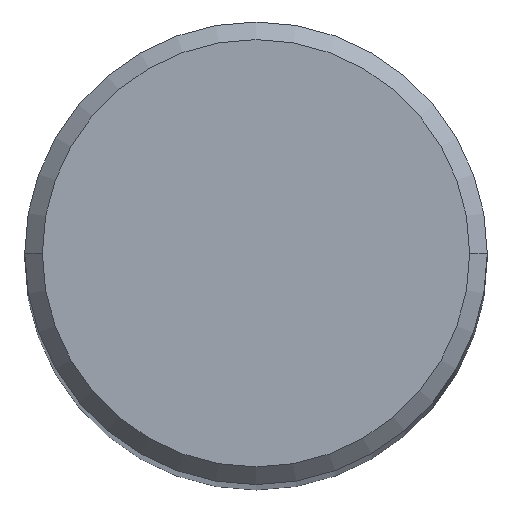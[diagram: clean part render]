
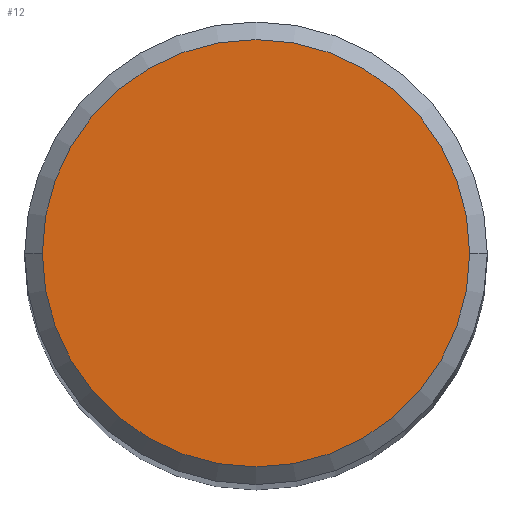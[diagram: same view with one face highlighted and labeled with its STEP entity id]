
A CAD part, top view. The second image highlights one B-rep face of the part: STEP entity #12.
In plain terms, the highlighted planar face has unit normal (0, 0, 1).
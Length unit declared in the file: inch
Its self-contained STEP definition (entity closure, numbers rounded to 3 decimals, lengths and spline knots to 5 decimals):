
#12 = ADVANCED_FACE ( 'NONE', ( #102 ), #101, .T. ) ;
#13 = CARTESIAN_POINT ( 'NONE',  ( 0.18185, 0., 2.83465 ) ) ;
#17 = CIRCLE ( 'NONE', #184, 0.18185 ) ;
#51 = DIRECTION ( 'NONE',  ( 0., 0., 1. ) ) ;
#60 = VERTEX_POINT ( 'NONE', #193 ) ;
#68 = CARTESIAN_POINT ( 'NONE',  ( 0., 0., 2.83465 ) ) ;
#101 = PLANE ( 'NONE',  #112 ) ;
#102 = FACE_OUTER_BOUND ( 'NONE', #172, .T. ) ;
#112 = AXIS2_PLACEMENT_3D ( 'NONE', #173, #244, #226 ) ;
#122 = VERTEX_POINT ( 'NONE', #13 ) ;
#140 = ORIENTED_EDGE ( 'NONE', *, *, #236, .T. ) ;
#145 = DIRECTION ( 'NONE',  ( 1., 0., 0. ) ) ;
#159 = DIRECTION ( 'NONE',  ( 1., 0., 0. ) ) ;
#172 = EDGE_LOOP ( 'NONE', ( #225, #140 ) ) ;
#173 = CARTESIAN_POINT ( 'NONE',  ( 0., 0., 2.83465 ) ) ;
#179 = DIRECTION ( 'NONE',  ( 0., 0., 1. ) ) ;
#184 = AXIS2_PLACEMENT_3D ( 'NONE', #68, #51, #159 ) ;
#193 = CARTESIAN_POINT ( 'NONE',  ( -0.18185, 0., 2.83465 ) ) ;
#196 = AXIS2_PLACEMENT_3D ( 'NONE', #241, #179, #145 ) ;
#199 = EDGE_CURVE ( 'NONE', #60, #122, #246, .T. ) ;
#225 = ORIENTED_EDGE ( 'NONE', *, *, #199, .T. ) ;
#226 = DIRECTION ( 'NONE',  ( 1., 0., 0. ) ) ;
#236 = EDGE_CURVE ( 'NONE', #122, #60, #17, .T. ) ;
#241 = CARTESIAN_POINT ( 'NONE',  ( 0., 0., 2.83465 ) ) ;
#244 = DIRECTION ( 'NONE',  ( 0., 0., 1. ) ) ;
#246 = CIRCLE ( 'NONE', #196, 0.18185 ) ;
